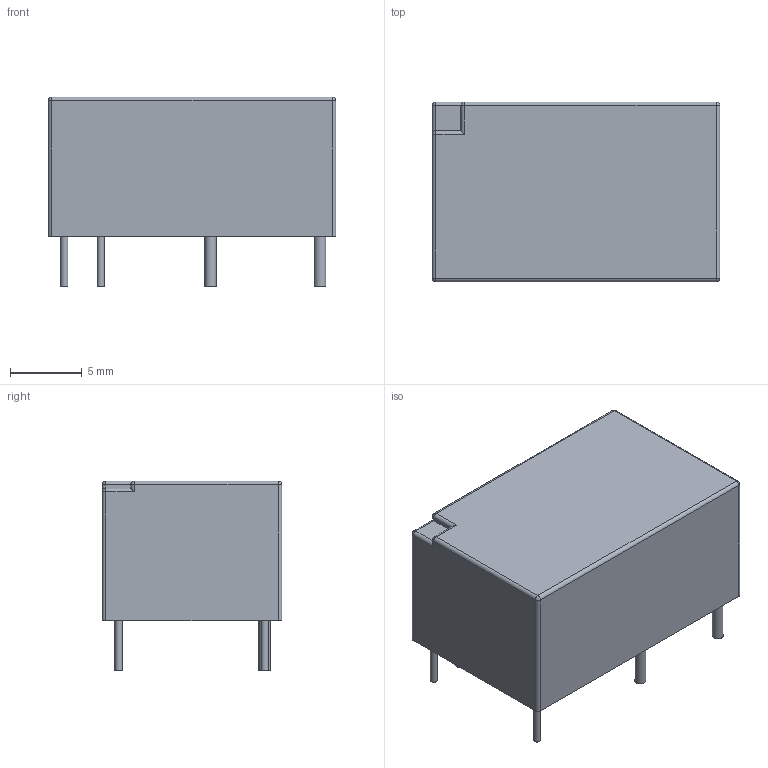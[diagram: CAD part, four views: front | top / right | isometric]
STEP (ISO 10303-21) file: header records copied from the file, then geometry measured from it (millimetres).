
FILE_DESCRIPTION(('FreeCAD Model'),'2;1');
FILE_NAME('Open CASCADE Shape Model','2023-12-02T23:16:38',(''),(''), 'Open CASCADE STEP processor 7.7','FreeCAD','Unknown');
FILE_SCHEMA(('AUTOMOTIVE_DESIGN { 1 0 10303 214 1 1 1 1 }'));
Length unit declared in the file: millimetre
Products named in the file (1): Pad001
Bounding box: 20 x 12.5 x 13.2 mm (x, y, z)
Volume: 2427.1 mm3; surface area: 1152.9 mm2
Topology: 1 solids, 1 shells, 39 faces, 81 edges, 43 vertices
Faces by surface type: cylinder 19, plane 14, sphere 6
Full cylindrical faces by diameter (mm): 0.5 x3, 0.8 x2
Entity records: 998 total; most frequent: DIRECTION 190, CARTESIAN_POINT 158, ORIENTED_EDGE 150, AXIS2_PLACEMENT_3D 75, EDGE_CURVE 75, FACE_BOUND 44, EDGE_LOOP 44, VERTEX_POINT 43
